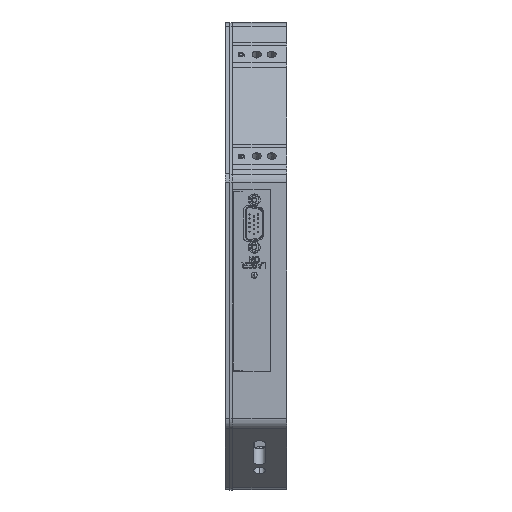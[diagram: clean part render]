
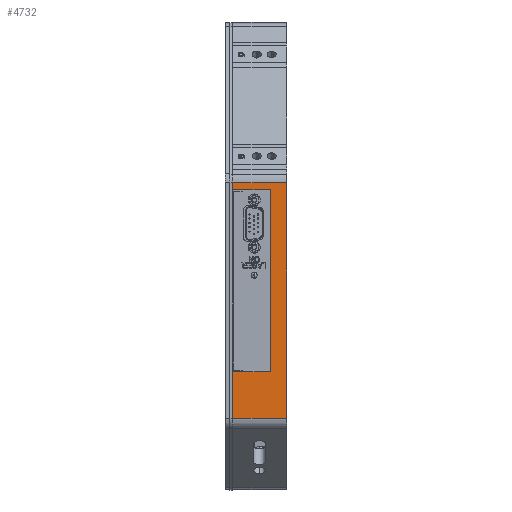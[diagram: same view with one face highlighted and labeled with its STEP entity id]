
A CAD part, left-side view. The second image highlights one B-rep face of the part: STEP entity #4732.
In plain terms, the highlighted planar face has unit normal (-1, 0, 0).
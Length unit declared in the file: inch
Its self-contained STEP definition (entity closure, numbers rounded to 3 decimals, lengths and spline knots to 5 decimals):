
#1562 = EDGE_CURVE ( 'NONE', #38768, #4775, #21513, .T. ) ;
#2484 = DIRECTION ( 'NONE',  ( 0., 1., 0. ) ) ;
#3255 = DIRECTION ( 'NONE',  ( 0., 1., 0. ) ) ;
#3792 = EDGE_LOOP ( 'NONE', ( #31892, #16485, #30171, #4683, #26412, #50727, #39843, #5975 ) ) ;
#4683 = ORIENTED_EDGE ( 'NONE', *, *, #1562, .F. ) ;
#4732 = ADVANCED_FACE ( 'NONE', ( #8713 ), #6543, .T. ) ;
#4775 = VERTEX_POINT ( 'NONE', #11637 ) ;
#5259 = DIRECTION ( 'NONE',  ( 0., 0., 1. ) ) ;
#5921 = CARTESIAN_POINT ( 'NONE',  ( -4.917, 0.1875, 2.175 ) ) ;
#5975 = ORIENTED_EDGE ( 'NONE', *, *, #33655, .F. ) ;
#6543 = PLANE ( 'NONE',  #17099 ) ;
#8713 = FACE_OUTER_BOUND ( 'NONE', #3792, .T. ) ;
#8936 = VECTOR ( 'NONE', #5259, 39.37008 ) ;
#9456 = VERTEX_POINT ( 'NONE', #36291 ) ;
#10018 = LINE ( 'NONE', #30700, #11473 ) ;
#11221 = DIRECTION ( 'NONE',  ( 0., 0., 1. ) ) ;
#11361 = VECTOR ( 'NONE', #40547, 39.37008 ) ;
#11473 = VECTOR ( 'NONE', #2484, 39.37008 ) ;
#11637 = CARTESIAN_POINT ( 'NONE',  ( -4.917, 0.1875, -1.627 ) ) ;
#12597 = CARTESIAN_POINT ( 'NONE',  ( -4.917, -0.9375, -2.60066 ) ) ;
#15160 = LINE ( 'NONE', #35952, #49798 ) ;
#16281 = CARTESIAN_POINT ( 'NONE',  ( -4.917, -0.5965, 2.175 ) ) ;
#16485 = ORIENTED_EDGE ( 'NONE', *, *, #34152, .F. ) ;
#17099 = AXIS2_PLACEMENT_3D ( 'NONE', #58214, #39454, #11221 ) ;
#20102 = CARTESIAN_POINT ( 'NONE',  ( -4.917, 0.1875, 2.31916 ) ) ;
#21513 = LINE ( 'NONE', #52210, #8936 ) ;
#23217 = VECTOR ( 'NONE', #30185, 39.37008 ) ;
#23965 = LINE ( 'NONE', #35778, #11361 ) ;
#26085 = LINE ( 'NONE', #16281, #49629 ) ;
#26412 = ORIENTED_EDGE ( 'NONE', *, *, #32518, .F. ) ;
#29471 = DIRECTION ( 'NONE',  ( 0., 1., 0. ) ) ;
#29477 = CARTESIAN_POINT ( 'NONE',  ( -4.917, -0.9375, 2.31916 ) ) ;
#29617 = VERTEX_POINT ( 'NONE', #29477 ) ;
#29769 = EDGE_CURVE ( 'NONE', #29617, #38755, #10018, .T. ) ;
#30171 = ORIENTED_EDGE ( 'NONE', *, *, #55140, .T. ) ;
#30185 = DIRECTION ( 'NONE',  ( 0., 0., 1. ) ) ;
#30700 = CARTESIAN_POINT ( 'NONE',  ( -4.917, -0.9375, 2.31916 ) ) ;
#31892 = ORIENTED_EDGE ( 'NONE', *, *, #39783, .F. ) ;
#31918 = LINE ( 'NONE', #48195, #56961 ) ;
#32518 = EDGE_CURVE ( 'NONE', #47343, #38768, #23965, .T. ) ;
#32689 = LINE ( 'NONE', #12597, #54780 ) ;
#33655 = EDGE_CURVE ( 'NONE', #51064, #38755, #59264, .T. ) ;
#34152 = EDGE_CURVE ( 'NONE', #54322, #9456, #26085, .T. ) ;
#35778 = CARTESIAN_POINT ( 'NONE',  ( -4.917, -0.9375, -2.60066 ) ) ;
#35952 = CARTESIAN_POINT ( 'NONE',  ( -4.917, -0.5965, 2.175 ) ) ;
#36291 = CARTESIAN_POINT ( 'NONE',  ( -4.917, -0.5965, 2.175 ) ) ;
#38755 = VERTEX_POINT ( 'NONE', #20102 ) ;
#38768 = VERTEX_POINT ( 'NONE', #43537 ) ;
#39454 = DIRECTION ( 'NONE',  ( -1., 0., 0. ) ) ;
#39751 = DIRECTION ( 'NONE',  ( 0., 0., 1. ) ) ;
#39783 = EDGE_CURVE ( 'NONE', #9456, #51064, #15160, .T. ) ;
#39843 = ORIENTED_EDGE ( 'NONE', *, *, #29769, .T. ) ;
#40547 = DIRECTION ( 'NONE',  ( 0., 1., 0. ) ) ;
#43537 = CARTESIAN_POINT ( 'NONE',  ( -4.917, 0.1875, -2.60066 ) ) ;
#43749 = CARTESIAN_POINT ( 'NONE',  ( -4.917, -0.9375, -2.60066 ) ) ;
#44372 = CARTESIAN_POINT ( 'NONE',  ( -4.917, 0.1875, -2.60066 ) ) ;
#47343 = VERTEX_POINT ( 'NONE', #43749 ) ;
#48195 = CARTESIAN_POINT ( 'NONE',  ( -4.917, -0.5965, -1.627 ) ) ;
#49629 = VECTOR ( 'NONE', #39751, 39.37008 ) ;
#49798 = VECTOR ( 'NONE', #3255, 39.37008 ) ;
#50727 = ORIENTED_EDGE ( 'NONE', *, *, #54801, .T. ) ;
#51064 = VERTEX_POINT ( 'NONE', #5921 ) ;
#52210 = CARTESIAN_POINT ( 'NONE',  ( -4.917, 0.1875, -2.60066 ) ) ;
#54322 = VERTEX_POINT ( 'NONE', #54716 ) ;
#54716 = CARTESIAN_POINT ( 'NONE',  ( -4.917, -0.5965, -1.627 ) ) ;
#54780 = VECTOR ( 'NONE', #59567, 39.37008 ) ;
#54801 = EDGE_CURVE ( 'NONE', #47343, #29617, #32689, .T. ) ;
#55140 = EDGE_CURVE ( 'NONE', #54322, #4775, #31918, .T. ) ;
#56961 = VECTOR ( 'NONE', #29471, 39.37008 ) ;
#58214 = CARTESIAN_POINT ( 'NONE',  ( -4.917, -0.9375, -2.60066 ) ) ;
#59264 = LINE ( 'NONE', #44372, #23217 ) ;
#59567 = DIRECTION ( 'NONE',  ( 0., 0., 1. ) ) ;
